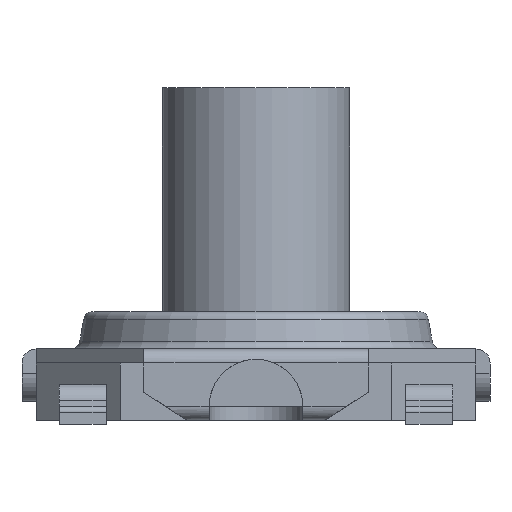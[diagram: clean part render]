
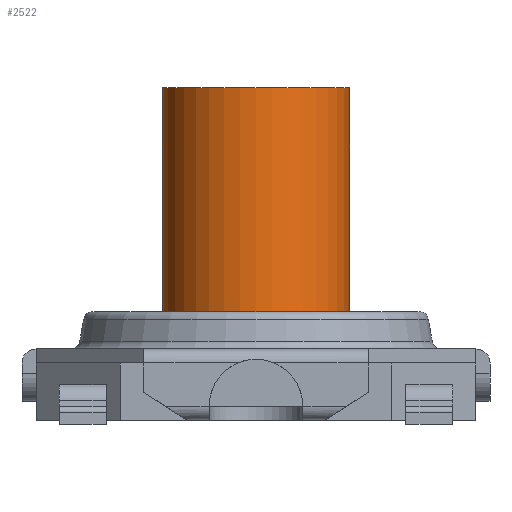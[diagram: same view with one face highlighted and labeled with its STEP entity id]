
A CAD part, left-side view. The second image highlights one B-rep face of the part: STEP entity #2522.
In plain terms, the highlighted cylindrical face has radius 1 mm (diameter 2 mm), a full revolution.
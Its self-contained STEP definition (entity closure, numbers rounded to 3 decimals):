
#216=FACE_OUTER_BOUND('',#356,.T.);
#356=EDGE_LOOP('',(#1990,#1991,#1992,#1993));
#475=CIRCLE('',#2737,1.);
#476=CIRCLE('',#2739,1.);
#659=LINE('',#4006,#927);
#927=VECTOR('',#3275,1.);
#1182=VERTEX_POINT('',#4001);
#1183=VERTEX_POINT('',#4004);
#1473=EDGE_CURVE('',#1182,#1182,#475,.T.);
#1474=EDGE_CURVE('',#1183,#1183,#476,.T.);
#1475=EDGE_CURVE('',#1183,#1182,#659,.T.);
#1990=ORIENTED_EDGE('',*,*,#1474,.T.);
#1991=ORIENTED_EDGE('',*,*,#1475,.T.);
#1992=ORIENTED_EDGE('',*,*,#1473,.F.);
#1993=ORIENTED_EDGE('',*,*,#1475,.F.);
#2295=CYLINDRICAL_SURFACE('',#2738,1.);
#2522=ADVANCED_FACE('',(#216),#2295,.T.);
#2737=AXIS2_PLACEMENT_3D('',#4002,#3269,#3270);
#2738=AXIS2_PLACEMENT_3D('',#4003,#3271,#3272);
#2739=AXIS2_PLACEMENT_3D('',#4005,#3273,#3274);
#3269=DIRECTION('center_axis',(0.,0.,-1.));
#3270=DIRECTION('ref_axis',(-1.,0.,0.));
#3271=DIRECTION('center_axis',(0.,0.,1.));
#3272=DIRECTION('ref_axis',(-1.,0.,0.));
#3273=DIRECTION('center_axis',(0.,0.,-1.));
#3274=DIRECTION('ref_axis',(-1.,0.,0.));
#3275=DIRECTION('',(0.,0.,-1.));
#4001=CARTESIAN_POINT('',(1.,0.,1.16));
#4002=CARTESIAN_POINT('Origin',(0.,0.,1.16));
#4003=CARTESIAN_POINT('Origin',(0.,0.,1.16));
#4004=CARTESIAN_POINT('',(1.,0.,3.55));
#4005=CARTESIAN_POINT('Origin',(0.,0.,3.55));
#4006=CARTESIAN_POINT('',(1.,0.,1.16));
